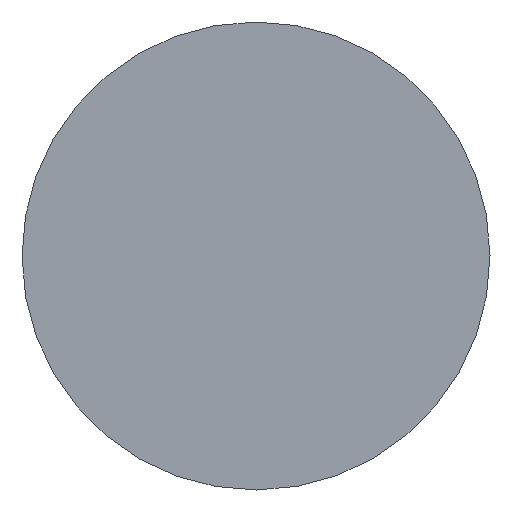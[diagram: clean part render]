
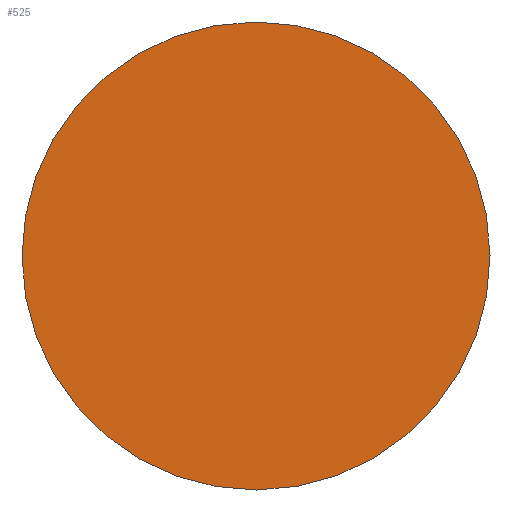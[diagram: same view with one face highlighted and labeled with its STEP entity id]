
A CAD part, front view. The second image highlights one B-rep face of the part: STEP entity #525.
In plain terms, the highlighted planar face has unit normal (0, -1, 0).
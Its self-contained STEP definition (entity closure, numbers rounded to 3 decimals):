
#92=FACE_OUTER_BOUND('',#126,.T.);
#126=EDGE_LOOP('',(#350,#351));
#175=CIRCLE('',#595,20.);
#176=CIRCLE('',#596,20.);
#213=VERTEX_POINT('',#869);
#214=VERTEX_POINT('',#870);
#264=EDGE_CURVE('',#213,#214,#175,.T.);
#265=EDGE_CURVE('',#214,#213,#176,.T.);
#350=ORIENTED_EDGE('',*,*,#264,.T.);
#351=ORIENTED_EDGE('',*,*,#265,.T.);
#476=PLANE('',#598);
#525=ADVANCED_FACE('',(#92),#476,.T.);
#595=AXIS2_PLACEMENT_3D('',#871,#691,#692);
#596=AXIS2_PLACEMENT_3D('',#872,#693,#694);
#598=AXIS2_PLACEMENT_3D('',#874,#697,#698);
#691=DIRECTION('center_axis',(0.,-1.,0.));
#692=DIRECTION('ref_axis',(0.497,0.,0.868));
#693=DIRECTION('center_axis',(0.,-1.,0.));
#694=DIRECTION('ref_axis',(0.497,0.,0.868));
#697=DIRECTION('center_axis',(0.,-1.,0.));
#698=DIRECTION('ref_axis',(0.868,0.,-0.497));
#869=CARTESIAN_POINT('',(9.946,-21.,17.351));
#870=CARTESIAN_POINT('',(-17.351,-21.,9.946));
#871=CARTESIAN_POINT('Origin',(0.,-21.,0.));
#872=CARTESIAN_POINT('Origin',(0.,-21.,0.));
#874=CARTESIAN_POINT('Origin',(4.973,-21.,8.676));
